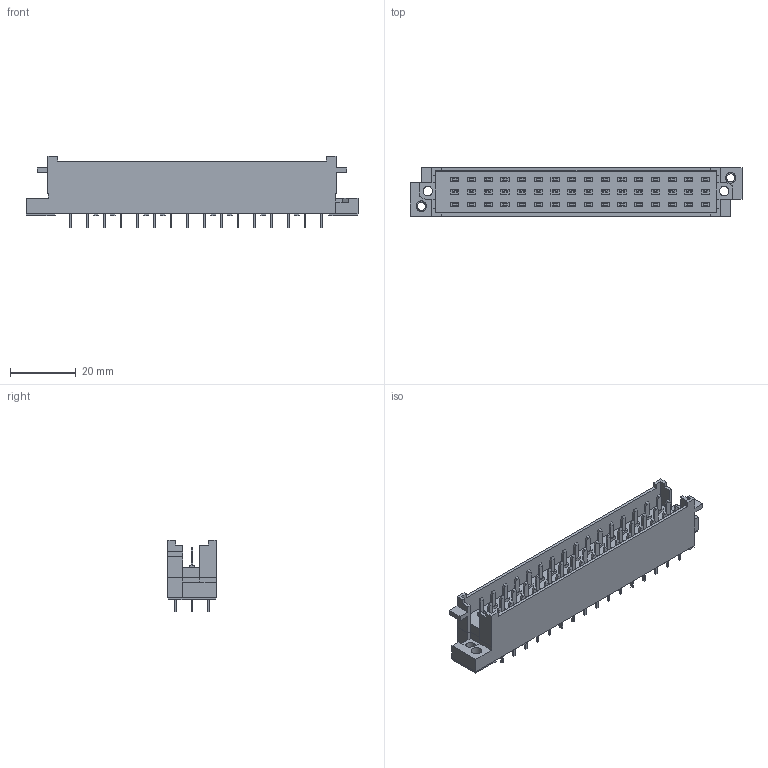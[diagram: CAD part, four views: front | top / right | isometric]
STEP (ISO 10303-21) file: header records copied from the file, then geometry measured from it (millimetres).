
FILE_DESCRIPTION(/* description */ (''),/* implementation_level */ '2;1');
FILE_NAME(/* name */ '100194283ugm000_b.stp',/* time_stamp */ '2015-09-02T07:53:22+02:00',/* author */ (''),/* organization */ (''),/* preprocessor_version */ 'ST-DEVELOPER v15',/* originating_system */ 'SIEMENS PLM Software NX 8.5',/* authorisation */ '');
FILE_SCHEMA (('AUTOMOTIVE_DESIGN { 1 0 10303 214 3 1 1 1 }'));
Length unit declared in the file: millimetre
Products named in the file (1): 100194283ugm000_b
Bounding box: 100.85 x 14.7 x 21.7 mm (x, y, z)
Volume: 13878.2 mm3; surface area: 9632.3 mm2
Topology: 1 solids, 3 shells, 1056 faces, 2672 edges, 1778 vertices
Faces by surface type: plane 1042, cylinder 10, cone 4
Full cylindrical faces by diameter (mm): 2.5 x2, 2.85 x2, 3.2 x2, 3.9 x4
Entity records: 33732 total; most frequent: CARTESIAN_POINT 5493, ORIENTED_EDGE 5316, DIRECTION 4796, EDGE_CURVE 2658, LINE 2634, VECTOR 2634, VERTEX_POINT 1778, EDGE_LOOP 1238
